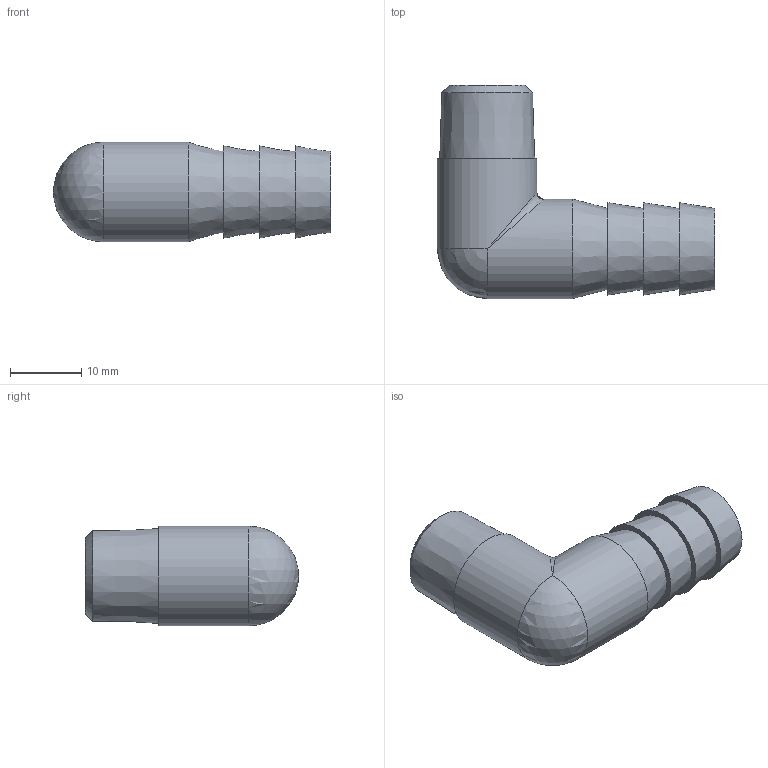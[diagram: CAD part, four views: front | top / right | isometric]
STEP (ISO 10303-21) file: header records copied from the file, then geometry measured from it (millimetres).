
FILE_DESCRIPTION(/* description */ (''),/* implementation_level */ '2;1');
FILE_NAME(/* name */ '3D_R304-SL-DN8_172564220.stp',/* time_stamp */ '2021-07-22T09:22:19+02:00',/* author */ ('cad'),/* organization */ (''),/* preprocessor_version */ 'ST-DEVELOPER v18.1',/* originating_system */ 'Autodesk Inventor 2022',/* authorisation */ '');
FILE_SCHEMA (('AUTOMOTIVE_DESIGN { 1 0 10303 214 3 1 1 }'));
Length unit declared in the file: millimetre
Products named in the file (1): 3D_R304-SL-DN8_172564220
Bounding box: 39 x 30 x 14 mm (x, y, z)
Volume: 4515.3 mm3; surface area: 3863.7 mm2
Topology: 1 solids, 1 shells, 22 faces, 51 edges, 28 vertices
Faces by surface type: cone 6, plane 6, bspline 4, cylinder 4, sphere 2
Full cylindrical faces by diameter (mm): 7.1 x1, 9 x1, 14 x2
Entity records: 856 total; most frequent: CARTESIAN_POINT 349, DIRECTION 102, ORIENTED_EDGE 88, AXIS2_PLACEMENT_3D 46, EDGE_CURVE 44, EDGE_LOOP 28, VERTEX_POINT 28, CIRCLE 23
